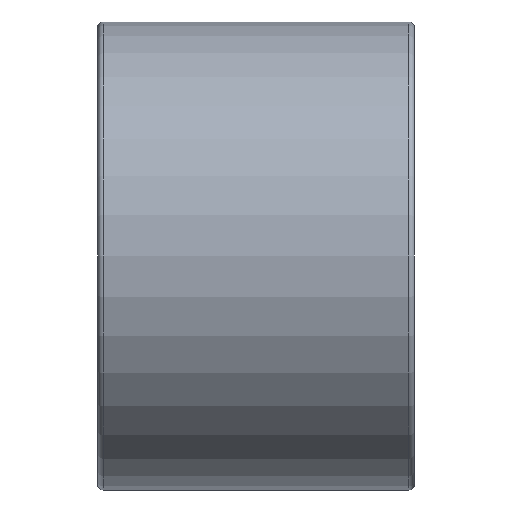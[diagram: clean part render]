
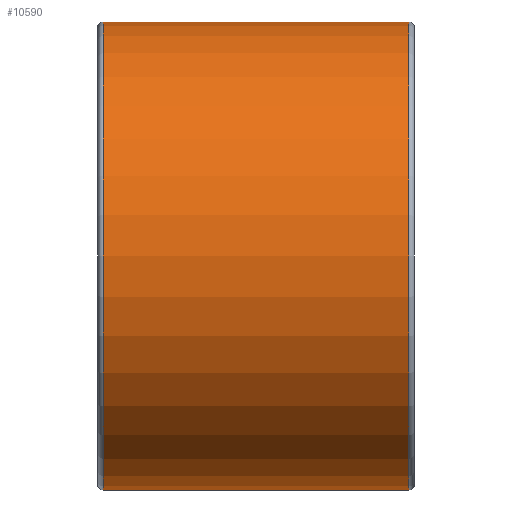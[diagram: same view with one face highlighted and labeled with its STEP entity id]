
A CAD part, front view. The second image highlights one B-rep face of the part: STEP entity #10590.
In plain terms, the highlighted cylindrical face has radius 83 mm (diameter 166 mm), a partial arc.
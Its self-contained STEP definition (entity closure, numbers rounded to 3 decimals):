
#705 = ORIENTED_EDGE ( 'NONE', *, *, #34452, .F. ) ;
#1245 = EDGE_CURVE ( 'NONE', #19706, #20449, #11576, .T. ) ;
#2303 = LINE ( 'NONE', #14307, #28494 ) ;
#2691 = AXIS2_PLACEMENT_3D ( 'NONE', #9326, #28543, #28412 ) ;
#4924 = CIRCLE ( 'NONE', #2691, 83. ) ;
#5814 = ORIENTED_EDGE ( 'NONE', *, *, #1245, .F. ) ;
#7362 = CARTESIAN_POINT ( 'NONE',  ( 54.2, 0., 83. ) ) ;
#8153 = VECTOR ( 'NONE', #10204, 1000. ) ;
#9326 = CARTESIAN_POINT ( 'NONE',  ( 54.2, 0., 0. ) ) ;
#9780 = VERTEX_POINT ( 'NONE', #7362 ) ;
#10204 = DIRECTION ( 'NONE',  ( -1., 0., 0. ) ) ;
#10590 = ADVANCED_FACE ( 'NONE', ( #28542 ), #31959, .T. ) ;
#11165 = VERTEX_POINT ( 'NONE', #23164 ) ;
#11576 = CIRCLE ( 'NONE', #14580, 83. ) ;
#12431 = LINE ( 'NONE', #31790, #8153 ) ;
#12850 = EDGE_CURVE ( 'NONE', #9780, #20449, #12431, .T. ) ;
#13269 = EDGE_LOOP ( 'NONE', ( #705, #16541, #34607, #5814 ) ) ;
#14307 = CARTESIAN_POINT ( 'NONE',  ( -39.045, 0., -83. ) ) ;
#14580 = AXIS2_PLACEMENT_3D ( 'NONE', #23485, #15333, #34519 ) ;
#15277 = EDGE_CURVE ( 'NONE', #11165, #9780, #4924, .T. ) ;
#15333 = DIRECTION ( 'NONE',  ( -1., 0., 0. ) ) ;
#15436 = DIRECTION ( 'NONE',  ( -1., 0., 0. ) ) ;
#16388 = AXIS2_PLACEMENT_3D ( 'NONE', #24049, #15436, #18506 ) ;
#16541 = ORIENTED_EDGE ( 'NONE', *, *, #15277, .T. ) ;
#18506 = DIRECTION ( 'NONE',  ( 0., 0., 1. ) ) ;
#19706 = VERTEX_POINT ( 'NONE', #20229 ) ;
#20229 = CARTESIAN_POINT ( 'NONE',  ( -54.2, 0., -83. ) ) ;
#20449 = VERTEX_POINT ( 'NONE', #29094 ) ;
#22819 = DIRECTION ( 'NONE',  ( -1., 0., 0. ) ) ;
#23164 = CARTESIAN_POINT ( 'NONE',  ( 54.2, 0., -83. ) ) ;
#23485 = CARTESIAN_POINT ( 'NONE',  ( -54.2, 0., 0. ) ) ;
#24049 = CARTESIAN_POINT ( 'NONE',  ( -39.045, 0., 0. ) ) ;
#28412 = DIRECTION ( 'NONE',  ( 0., 0., 1. ) ) ;
#28494 = VECTOR ( 'NONE', #22819, 1000. ) ;
#28542 = FACE_OUTER_BOUND ( 'NONE', #13269, .T. ) ;
#28543 = DIRECTION ( 'NONE',  ( -1., 0., 0. ) ) ;
#29094 = CARTESIAN_POINT ( 'NONE',  ( -54.2, 0., 83. ) ) ;
#31790 = CARTESIAN_POINT ( 'NONE',  ( -39.045, 0., 83. ) ) ;
#31959 = CYLINDRICAL_SURFACE ( 'NONE', #16388, 83. ) ;
#34452 = EDGE_CURVE ( 'NONE', #11165, #19706, #2303, .T. ) ;
#34519 = DIRECTION ( 'NONE',  ( 0., 0., 1. ) ) ;
#34607 = ORIENTED_EDGE ( 'NONE', *, *, #12850, .T. ) ;
